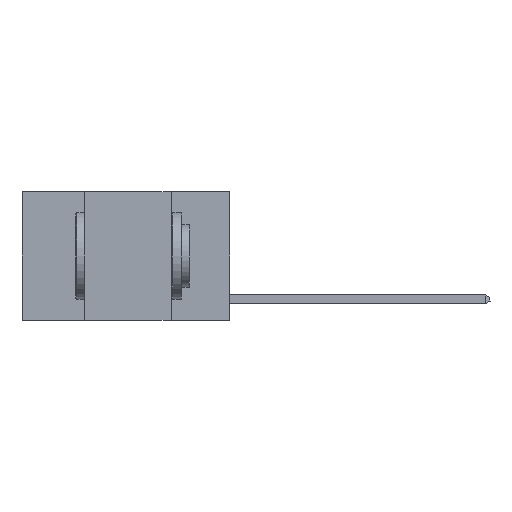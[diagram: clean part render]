
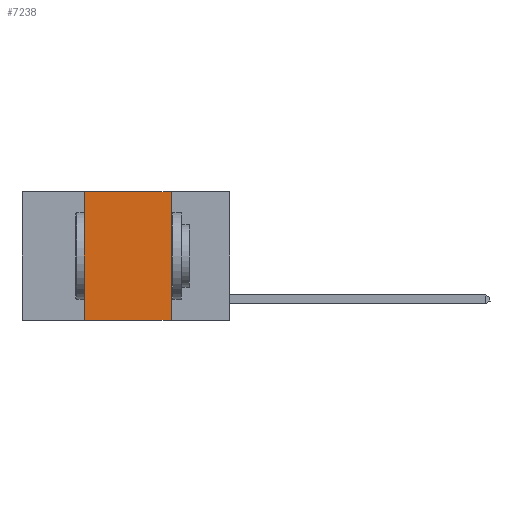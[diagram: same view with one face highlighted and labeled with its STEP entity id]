
A CAD part, left-side view. The second image highlights one B-rep face of the part: STEP entity #7238.
In plain terms, the highlighted planar face has unit normal (-1, 0, 0).
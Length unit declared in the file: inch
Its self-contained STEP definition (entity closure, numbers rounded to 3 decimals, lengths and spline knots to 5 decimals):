
#518 = AXIS2_PLACEMENT_3D ( 'NONE', #2090, #6082, #3746 ) ;
#611 = EDGE_CURVE ( 'NONE', #6753, #5649, #7856, .T. ) ;
#692 = PLANE ( 'NONE',  #518 ) ;
#1374 = VERTEX_POINT ( 'NONE', #2095 ) ;
#1452 = CARTESIAN_POINT ( 'NONE',  ( 0., 0.17, -0.37 ) ) ;
#1568 = DIRECTION ( 'NONE',  ( 0., 0., -1. ) ) ;
#1575 = DIRECTION ( 'NONE',  ( 0., -1., 0. ) ) ;
#1657 = ORIENTED_EDGE ( 'NONE', *, *, #5937, .T. ) ;
#1685 = VECTOR ( 'NONE', #5219, 39.37008 ) ;
#2088 = CARTESIAN_POINT ( 'NONE',  ( 0., 0.6, -0.37 ) ) ;
#2090 = CARTESIAN_POINT ( 'NONE',  ( 0., 0.6, 0. ) ) ;
#2095 = CARTESIAN_POINT ( 'NONE',  ( 0., 0.42, -0.37 ) ) ;
#2138 = EDGE_CURVE ( 'NONE', #1374, #6753, #3719, .T. ) ;
#2777 = EDGE_LOOP ( 'NONE', ( #8567, #3341, #9598, #1657 ) ) ;
#3341 = ORIENTED_EDGE ( 'NONE', *, *, #611, .F. ) ;
#3713 = CARTESIAN_POINT ( 'NONE',  ( 0., 0.42, 0. ) ) ;
#3719 = LINE ( 'NONE', #6892, #1685 ) ;
#3746 = DIRECTION ( 'NONE',  ( 0., 0., -1. ) ) ;
#4670 = VECTOR ( 'NONE', #1568, 39.37008 ) ;
#4858 = VECTOR ( 'NONE', #8421, 39.37008 ) ;
#5219 = DIRECTION ( 'NONE',  ( 0., 0., 1. ) ) ;
#5220 = VECTOR ( 'NONE', #1575, 39.37008 ) ;
#5649 = VERTEX_POINT ( 'NONE', #8807 ) ;
#5937 = EDGE_CURVE ( 'NONE', #1374, #6022, #6193, .T. ) ;
#6022 = VERTEX_POINT ( 'NONE', #1452 ) ;
#6082 = DIRECTION ( 'NONE',  ( 1., 0., 0. ) ) ;
#6193 = LINE ( 'NONE', #2088, #4858 ) ;
#6753 = VERTEX_POINT ( 'NONE', #3713 ) ;
#6892 = CARTESIAN_POINT ( 'NONE',  ( 0., 0.42, 0. ) ) ;
#7238 = ADVANCED_FACE ( 'NONE', ( #10091 ), #692, .F. ) ;
#7303 = EDGE_CURVE ( 'NONE', #5649, #6022, #9674, .T. ) ;
#7856 = LINE ( 'NONE', #9526, #5220 ) ;
#8421 = DIRECTION ( 'NONE',  ( 0., -1., 0. ) ) ;
#8567 = ORIENTED_EDGE ( 'NONE', *, *, #7303, .F. ) ;
#8807 = CARTESIAN_POINT ( 'NONE',  ( 0., 0.17, 0. ) ) ;
#9526 = CARTESIAN_POINT ( 'NONE',  ( 0., 0.6, 0. ) ) ;
#9575 = CARTESIAN_POINT ( 'NONE',  ( 0., 0.17, 0. ) ) ;
#9598 = ORIENTED_EDGE ( 'NONE', *, *, #2138, .F. ) ;
#9674 = LINE ( 'NONE', #9575, #4670 ) ;
#10091 = FACE_OUTER_BOUND ( 'NONE', #2777, .T. ) ;
